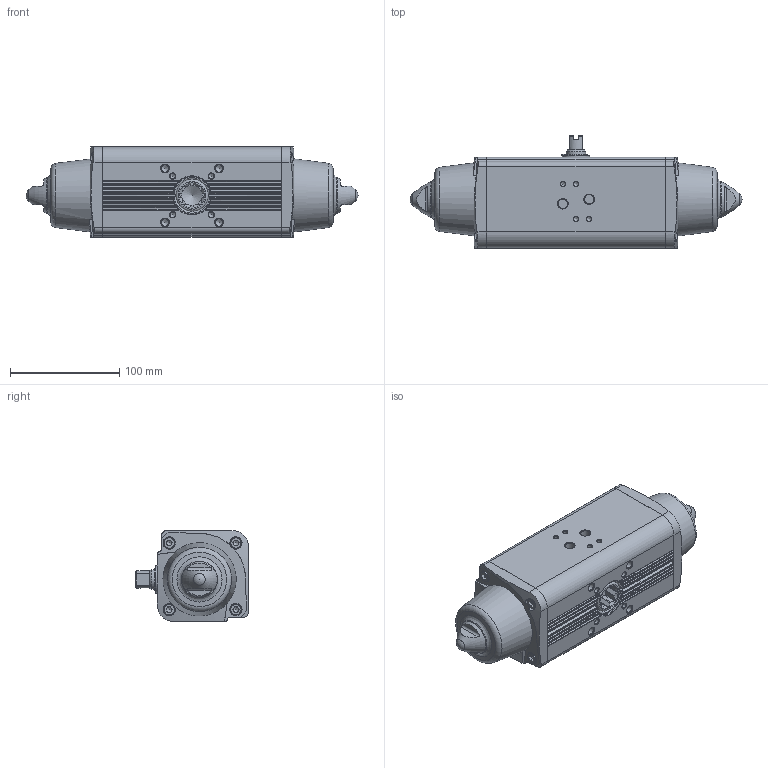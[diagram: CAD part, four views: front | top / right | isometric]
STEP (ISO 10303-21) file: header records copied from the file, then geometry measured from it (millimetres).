
FILE_DESCRIPTION(/* description */ ('Unknown'),/* implementation_level */ '2;1');
FILE_NAME(/* name */ 'SR03',/* time_stamp */ '2022-08-11T13:09:31+02:00',/* author */ ('Unknown'),/* organization */ ('Unknown'),/* preprocessor_version */ 'ST-DEVELOPER v16.7',/* originating_system */ 'Solid Edge',/* authorisation */ 'Unknown');
FILE_SCHEMA (('AUTOMOTIVE_DESIGN {1 0 10303 214 3 1 1}'));
Length unit declared in the file: millimetre
Products named in the file (2): SR 45; _SRN0053401S_new
Assembly tree (1 placements, depth 2):
  SR 45
    _SRN0053401S_new
Bounding box: 304.3 x 103.3 x 83.3 mm (x, y, z)
Volume: 1462459.2 mm3; surface area: 117052.1 mm2
Topology: 1 solids, 1 shells, 501 faces, 1286 edges, 819 vertices
Faces by surface type: plane 236, cylinder 142, cone 67, torus 50, sphere 6
Full cylindrical faces by diameter (mm): 2 x2, 4.134 x8, 4.917 x5, 6.647 x4, 8.566 x2, 10 x10, 11.2 x8, 18 x1, 24 x1, 25 x1, 26 x1, 62 x2
Entity records: 17960 total; most frequent: CARTESIAN_POINT 3043, DIRECTION 2376, ORIENTED_EDGE 2192, EDGE_CURVE 1096, AXIS2_PLACEMENT_3D 925, VERTEX_POINT 788, FACE_BOUND 692, EDGE_LOOP 666
